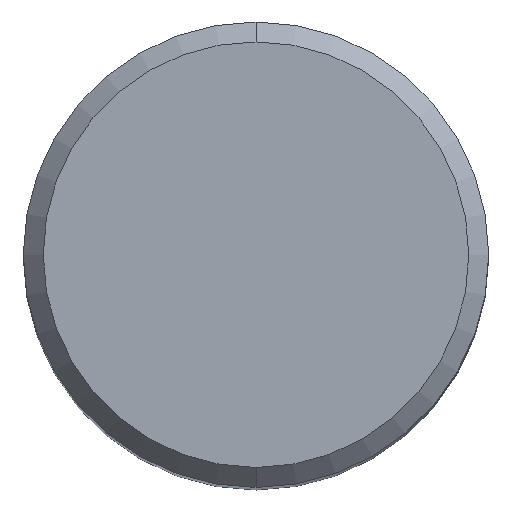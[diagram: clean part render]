
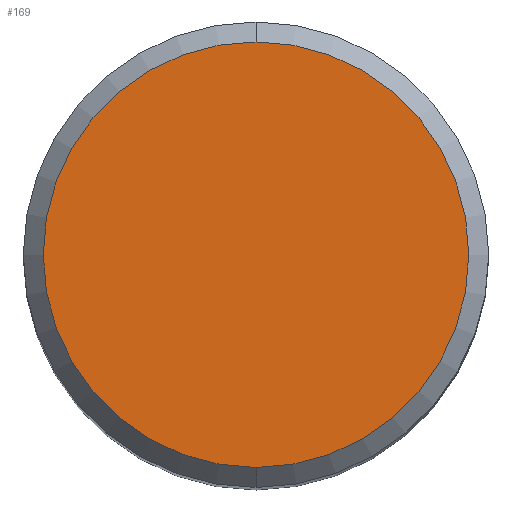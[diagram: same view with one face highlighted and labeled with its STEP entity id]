
A CAD part, top view. The second image highlights one B-rep face of the part: STEP entity #169.
In plain terms, the highlighted planar face has unit normal (0, 0, 1).
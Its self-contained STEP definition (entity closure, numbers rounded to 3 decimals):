
#123=VERTEX_POINT('',#275);
#125=EDGE_CURVE('',#123,#177,#277,.T.);
#169=ADVANCED_FACE('',(#326),#327,.T.);
#177=VERTEX_POINT('',#335);
#215=EDGE_CURVE('',#177,#123,#378,.T.);
#275=CARTESIAN_POINT('',(0.,-6.4,0.0));
#277=CIRCLE('',#450,6.4);
#326=FACE_OUTER_BOUND('',#509,.T.);
#327=PLANE('',#510);
#335=CARTESIAN_POINT('',(0.0,6.4,0.0));
#378=CIRCLE('',#578,6.4);
#450=AXIS2_PLACEMENT_3D('',#625,#626,#627);
#509=EDGE_LOOP('',(#685,#686));
#510=AXIS2_PLACEMENT_3D('',#687,#688,#689);
#578=AXIS2_PLACEMENT_3D('',#752,#753,#754);
#625=CARTESIAN_POINT('',(0.0,0.0,0.0));
#626=DIRECTION('',(0.0,0.0,-1.0));
#627=DIRECTION('',(0.0,1.0,0.0));
#685=ORIENTED_EDGE('',*,*,#215,.F.);
#686=ORIENTED_EDGE('',*,*,#125,.F.);
#687=CARTESIAN_POINT('',(0.0,3.2,0.0));
#688=DIRECTION('',(-0.0,0.0,1.0));
#689=DIRECTION('',(0.0,-1.0,0.0));
#752=CARTESIAN_POINT('',(0.0,0.0,0.0));
#753=DIRECTION('',(0.0,0.0,-1.0));
#754=DIRECTION('',(0.0,1.0,0.0));
